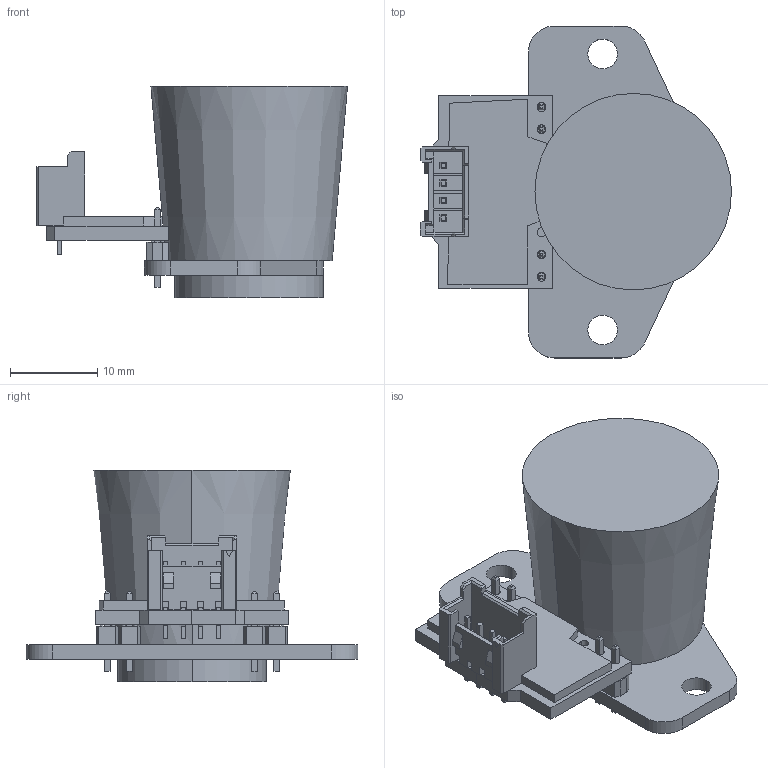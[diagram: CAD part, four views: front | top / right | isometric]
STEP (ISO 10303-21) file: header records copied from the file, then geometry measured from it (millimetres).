
FILE_DESCRIPTION (( 'STEP AP214' ), '1' );
FILE_NAME ('Beacon_Assm.STEP', '2023-01-30T20:17:18', ( '' ), ( '' ), 'SwSTEP 2.0', 'SolidWorks 2022', '' );
FILE_SCHEMA (( 'AUTOMOTIVE_DESIGN' ));
Length unit declared in the file: millimetre
Products named in the file (1): Beacon_Assm
Bounding box: 35.6 x 38 x 24.22 mm (x, y, z)
Volume: 9282.2 mm3; surface area: 5536.8 mm2
Topology: 8 solids, 8 shells, 396 faces, 993 edges, 648 vertices
Faces by surface type: plane 312, cylinder 82, cone 2
Entity records: 15971 total; most frequent: CARTESIAN_POINT 2038, ORIENTED_EDGE 1986, DIRECTION 1955, EDGE_CURVE 993, LINE 825, VECTOR 825, VERTEX_POINT 648, AXIS2_PLACEMENT_3D 565
